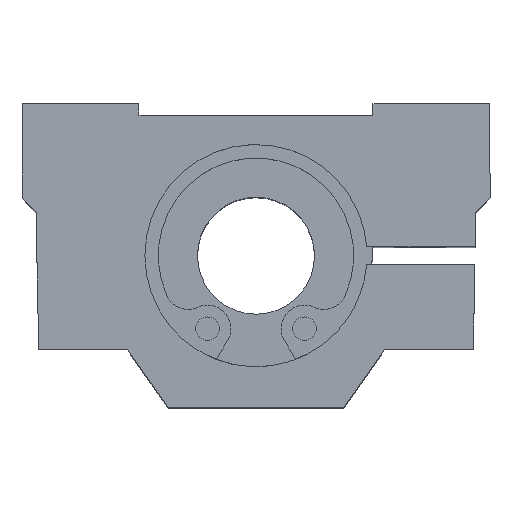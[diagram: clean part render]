
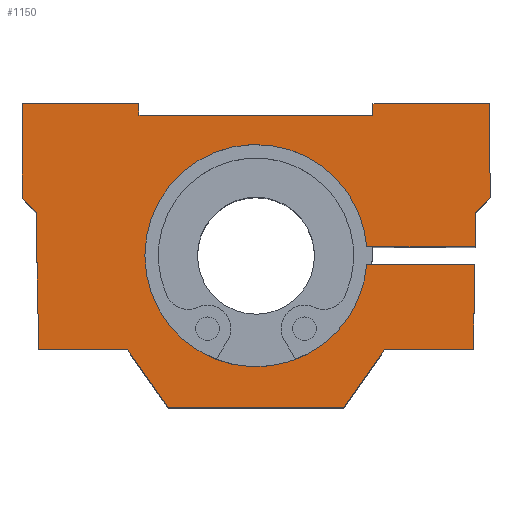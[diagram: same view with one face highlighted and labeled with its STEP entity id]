
A CAD part, top view. The second image highlights one B-rep face of the part: STEP entity #1150.
In plain terms, the highlighted planar face has unit normal (0, 0, 1).
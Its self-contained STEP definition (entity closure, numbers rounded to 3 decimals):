
#140=CARTESIAN_POINT('',(18.572,-8.,35.0));
#141=VERTEX_POINT('',#140);
#142=CARTESIAN_POINT('',(11.0,-8.,35.0));
#143=VERTEX_POINT('',#142);
#144=CARTESIAN_POINT('',(18.572,-8.,35.0));
#145=DIRECTION('',(-1.0,0.0,0.0));
#146=VECTOR('',#145,7.572);
#147=LINE('',#144,#146);
#148=EDGE_CURVE('',#141,#143,#147,.T.);
#396=CARTESIAN_POINT('',(-11.0,-8.,35.0));
#397=VERTEX_POINT('',#396);
#398=CARTESIAN_POINT('',(-18.572,-8.,35.0));
#399=VERTEX_POINT('',#398);
#400=CARTESIAN_POINT('',(-11.0,-8.,35.0));
#401=DIRECTION('',(-1.0,0.0,0.0));
#402=VECTOR('',#401,7.572);
#403=LINE('',#400,#402);
#404=EDGE_CURVE('',#397,#399,#403,.T.);
#698=CARTESIAN_POINT('',(18.744,0.75,35.0));
#699=VERTEX_POINT('',#698);
#706=CARTESIAN_POINT('',(9.47,0.75,35.0));
#707=VERTEX_POINT('',#706);
#708=CARTESIAN_POINT('',(9.47,0.75,35.0));
#709=DIRECTION('',(1.0,0.0,0.0));
#710=VECTOR('',#709,9.273);
#711=LINE('',#708,#710);
#712=EDGE_CURVE('',#707,#699,#711,.T.);
#973=CARTESIAN_POINT('',(9.47,-0.75,35.0));
#974=VERTEX_POINT('',#973);
#981=CARTESIAN_POINT('',(18.714,-0.75,35.0));
#982=VERTEX_POINT('',#981);
#983=CARTESIAN_POINT('',(18.714,-0.75,35.0));
#984=DIRECTION('',(-1.0,0.0,0.0));
#985=VECTOR('',#984,9.244);
#986=LINE('',#983,#985);
#987=EDGE_CURVE('',#982,#974,#986,.T.);
#1018=CARTESIAN_POINT('',(0.,1.49,35.0));
#1019=DIRECTION('',(0.0,0.0,1.0));
#1020=DIRECTION('',(1.0,0.0,0.0));
#1021=AXIS2_PLACEMENT_3D('',#1018,#1019,#1020);
#1022=PLANE('',#1021);
#1023=ORIENTED_EDGE('',*,*,#712,.T.);
#1024=CARTESIAN_POINT('',(18.801,3.664,35.0));
#1025=VERTEX_POINT('',#1024);
#1026=CARTESIAN_POINT('',(18.801,3.664,35.0));
#1027=DIRECTION('',(-0.02,-1.,0.0));
#1028=VECTOR('',#1027,2.915);
#1029=LINE('',#1026,#1028);
#1030=EDGE_CURVE('',#1025,#699,#1029,.T.);
#1031=ORIENTED_EDGE('',*,*,#1030,.F.);
#1032=CARTESIAN_POINT('',(20.0,5.,35.0));
#1033=VERTEX_POINT('',#1032);
#1034=CARTESIAN_POINT('',(20.0,5.,35.0));
#1035=DIRECTION('',(-0.668,-0.744,0.0));
#1036=VECTOR('',#1035,1.795);
#1037=LINE('',#1034,#1036);
#1038=EDGE_CURVE('',#1033,#1025,#1037,.T.);
#1039=ORIENTED_EDGE('',*,*,#1038,.F.);
#1040=CARTESIAN_POINT('',(20.,13.,35.0));
#1041=VERTEX_POINT('',#1040);
#1042=CARTESIAN_POINT('',(20.,13.,35.0));
#1043=DIRECTION('',(0.0,-1.0,0.0));
#1044=VECTOR('',#1043,8.);
#1045=LINE('',#1042,#1044);
#1046=EDGE_CURVE('',#1041,#1033,#1045,.T.);
#1047=ORIENTED_EDGE('',*,*,#1046,.F.);
#1048=CARTESIAN_POINT('',(10.0,13.,35.0));
#1049=VERTEX_POINT('',#1048);
#1050=CARTESIAN_POINT('',(10.0,13.,35.0));
#1051=DIRECTION('',(1.0,0.0,0.0));
#1052=VECTOR('',#1051,10.);
#1053=LINE('',#1050,#1052);
#1054=EDGE_CURVE('',#1049,#1041,#1053,.T.);
#1055=ORIENTED_EDGE('',*,*,#1054,.F.);
#1056=CARTESIAN_POINT('',(10.,12.,35.0));
#1057=VERTEX_POINT('',#1056);
#1058=CARTESIAN_POINT('',(10.,12.,35.0));
#1059=DIRECTION('',(0.0,1.0,0.0));
#1060=VECTOR('',#1059,1.);
#1061=LINE('',#1058,#1060);
#1062=EDGE_CURVE('',#1057,#1049,#1061,.T.);
#1063=ORIENTED_EDGE('',*,*,#1062,.F.);
#1064=CARTESIAN_POINT('',(-10.,12.,35.0));
#1065=VERTEX_POINT('',#1064);
#1066=CARTESIAN_POINT('',(-10.,12.,35.0));
#1067=DIRECTION('',(1.0,0.0,0.0));
#1068=VECTOR('',#1067,20.);
#1069=LINE('',#1066,#1068);
#1070=EDGE_CURVE('',#1065,#1057,#1069,.T.);
#1071=ORIENTED_EDGE('',*,*,#1070,.F.);
#1072=CARTESIAN_POINT('',(-10.0,13.,35.0));
#1073=VERTEX_POINT('',#1072);
#1074=CARTESIAN_POINT('',(-10.0,13.,35.0));
#1075=DIRECTION('',(0.0,-1.0,0.0));
#1076=VECTOR('',#1075,1.);
#1077=LINE('',#1074,#1076);
#1078=EDGE_CURVE('',#1073,#1065,#1077,.T.);
#1079=ORIENTED_EDGE('',*,*,#1078,.F.);
#1080=CARTESIAN_POINT('',(-20.,13.,35.0));
#1081=VERTEX_POINT('',#1080);
#1082=CARTESIAN_POINT('',(-20.,13.,35.0));
#1083=DIRECTION('',(1.0,0.0,0.0));
#1084=VECTOR('',#1083,10.);
#1085=LINE('',#1082,#1084);
#1086=EDGE_CURVE('',#1081,#1073,#1085,.T.);
#1087=ORIENTED_EDGE('',*,*,#1086,.F.);
#1088=CARTESIAN_POINT('',(-20.,5.,35.0));
#1089=VERTEX_POINT('',#1088);
#1090=CARTESIAN_POINT('',(-20.,5.,35.0));
#1091=DIRECTION('',(0.0,1.0,0.0));
#1092=VECTOR('',#1091,8.0);
#1093=LINE('',#1090,#1092);
#1094=EDGE_CURVE('',#1089,#1081,#1093,.T.);
#1095=ORIENTED_EDGE('',*,*,#1094,.F.);
#1096=CARTESIAN_POINT('',(-18.801,3.664,35.0));
#1097=VERTEX_POINT('',#1096);
#1098=CARTESIAN_POINT('',(-18.801,3.664,35.0));
#1099=DIRECTION('',(-0.668,0.744,0.0));
#1100=VECTOR('',#1099,1.795);
#1101=LINE('',#1098,#1100);
#1102=EDGE_CURVE('',#1097,#1089,#1101,.T.);
#1103=ORIENTED_EDGE('',*,*,#1102,.F.);
#1104=CARTESIAN_POINT('',(-18.572,-8.,35.0));
#1105=DIRECTION('',(-0.02,1.,0.0));
#1106=VECTOR('',#1105,11.667);
#1107=LINE('',#1104,#1106);
#1108=EDGE_CURVE('',#399,#1097,#1107,.T.);
#1109=ORIENTED_EDGE('',*,*,#1108,.F.);
#1110=ORIENTED_EDGE('',*,*,#404,.F.);
#1111=CARTESIAN_POINT('',(-7.5,-13.,35.0));
#1112=VERTEX_POINT('',#1111);
#1113=CARTESIAN_POINT('',(-7.5,-13.,35.0));
#1114=DIRECTION('',(-0.573,0.819,0.0));
#1115=VECTOR('',#1114,6.103);
#1116=LINE('',#1113,#1115);
#1117=EDGE_CURVE('',#1112,#397,#1116,.T.);
#1118=ORIENTED_EDGE('',*,*,#1117,.F.);
#1119=CARTESIAN_POINT('',(7.5,-13.,35.0));
#1120=VERTEX_POINT('',#1119);
#1121=CARTESIAN_POINT('',(7.5,-13.,35.0));
#1122=DIRECTION('',(-1.0,0.0,0.0));
#1123=VECTOR('',#1122,15.0);
#1124=LINE('',#1121,#1123);
#1125=EDGE_CURVE('',#1120,#1112,#1124,.T.);
#1126=ORIENTED_EDGE('',*,*,#1125,.F.);
#1127=CARTESIAN_POINT('',(11.0,-8.,35.0));
#1128=DIRECTION('',(-0.573,-0.819,0.0));
#1129=VECTOR('',#1128,6.103);
#1130=LINE('',#1127,#1129);
#1131=EDGE_CURVE('',#143,#1120,#1130,.T.);
#1132=ORIENTED_EDGE('',*,*,#1131,.F.);
#1133=ORIENTED_EDGE('',*,*,#148,.F.);
#1134=CARTESIAN_POINT('',(18.714,-0.75,35.0));
#1135=DIRECTION('',(-0.02,-1.,0.0));
#1136=VECTOR('',#1135,7.251);
#1137=LINE('',#1134,#1136);
#1138=EDGE_CURVE('',#982,#141,#1137,.T.);
#1139=ORIENTED_EDGE('',*,*,#1138,.F.);
#1140=ORIENTED_EDGE('',*,*,#987,.T.);
#1141=CARTESIAN_POINT('',(0.0,0.0,35.0));
#1142=DIRECTION('',(0.0,0.0,-1.0));
#1143=DIRECTION('',(-1.0,0.0,0.0));
#1144=AXIS2_PLACEMENT_3D('',#1141,#1142,#1143);
#1145=CIRCLE('',#1144,9.5);
#1146=EDGE_CURVE('',#974,#707,#1145,.T.);
#1147=ORIENTED_EDGE('',*,*,#1146,.T.);
#1148=EDGE_LOOP('',(#1023,#1031,#1039,#1047,#1055,#1063,#1071,#1079,#1087,#1095,#1103,#1109,#1110,#1118,#1126,#1132,#1133,#1139,#1140,#1147));
#1149=FACE_OUTER_BOUND('',#1148,.T.);
#1150=ADVANCED_FACE('',(#1149),#1022,.T.);
